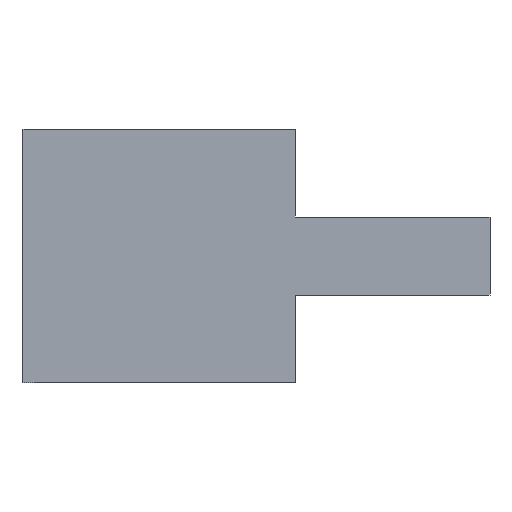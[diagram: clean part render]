
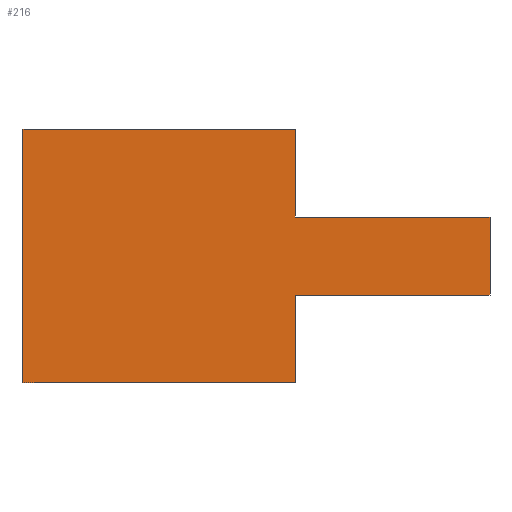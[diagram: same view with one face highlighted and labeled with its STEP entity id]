
A CAD part, front view. The second image highlights one B-rep face of the part: STEP entity #216.
In plain terms, the highlighted planar face has unit normal (0, -1, 0).
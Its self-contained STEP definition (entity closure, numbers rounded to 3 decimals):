
#22=FACE_OUTER_BOUND('',#34,.T.);
#34=EDGE_LOOP('',(#171,#172,#173,#174,#175,#176,#177,#178));
#43=LINE('',#314,#71);
#47=LINE('',#321,#75);
#50=LINE('',#327,#78);
#55=LINE('',#336,#83);
#56=LINE('',#339,#84);
#59=LINE('',#345,#87);
#60=LINE('',#347,#88);
#61=LINE('',#348,#89);
#71=VECTOR('',#257,10.);
#75=VECTOR('',#263,10.);
#78=VECTOR('',#268,10.);
#83=VECTOR('',#277,10.);
#84=VECTOR('',#280,10.);
#87=VECTOR('',#285,10.);
#88=VECTOR('',#286,10.);
#89=VECTOR('',#287,10.);
#99=VERTEX_POINT('',#312);
#100=VERTEX_POINT('',#313);
#102=VERTEX_POINT('',#320);
#104=VERTEX_POINT('',#326);
#106=VERTEX_POINT('',#334);
#107=VERTEX_POINT('',#338);
#109=VERTEX_POINT('',#344);
#110=VERTEX_POINT('',#346);
#117=EDGE_CURVE('',#99,#100,#43,.T.);
#121=EDGE_CURVE('',#102,#99,#47,.T.);
#124=EDGE_CURVE('',#104,#102,#50,.T.);
#129=EDGE_CURVE('',#106,#104,#55,.T.);
#130=EDGE_CURVE('',#100,#107,#56,.T.);
#133=EDGE_CURVE('',#109,#106,#59,.T.);
#134=EDGE_CURVE('',#110,#109,#60,.T.);
#135=EDGE_CURVE('',#107,#110,#61,.T.);
#171=ORIENTED_EDGE('',*,*,#129,.F.);
#172=ORIENTED_EDGE('',*,*,#133,.F.);
#173=ORIENTED_EDGE('',*,*,#134,.F.);
#174=ORIENTED_EDGE('',*,*,#135,.F.);
#175=ORIENTED_EDGE('',*,*,#130,.F.);
#176=ORIENTED_EDGE('',*,*,#117,.F.);
#177=ORIENTED_EDGE('',*,*,#121,.F.);
#178=ORIENTED_EDGE('',*,*,#124,.F.);
#204=PLANE('',#242);
#216=ADVANCED_FACE('',(#22),#204,.F.);
#242=AXIS2_PLACEMENT_3D('',#343,#283,#284);
#257=DIRECTION('',(-1.,0.,0.));
#263=DIRECTION('',(0.,0.,-1.));
#268=DIRECTION('',(1.,0.,0.));
#277=DIRECTION('',(0.,0.,-1.));
#280=DIRECTION('',(0.,0.,-1.));
#283=DIRECTION('center_axis',(0.,1.,0.));
#284=DIRECTION('ref_axis',(1.,0.,0.));
#285=DIRECTION('',(1.,0.,0.));
#286=DIRECTION('',(0.,0.,1.));
#287=DIRECTION('',(-1.,0.,0.));
#312=CARTESIAN_POINT('',(10.,0.,4.5));
#313=CARTESIAN_POINT('',(0.,0.,4.5));
#314=CARTESIAN_POINT('',(10.,0.,4.5));
#320=CARTESIAN_POINT('',(10.,0.,8.5));
#321=CARTESIAN_POINT('',(10.,0.,8.5));
#326=CARTESIAN_POINT('',(0.,0.,8.5));
#327=CARTESIAN_POINT('',(0.,0.,8.5));
#334=CARTESIAN_POINT('',(0.,0.,13.));
#336=CARTESIAN_POINT('',(0.,0.,5.5));
#338=CARTESIAN_POINT('',(0.,0.,0.));
#339=CARTESIAN_POINT('',(0.,0.,5.5));
#343=CARTESIAN_POINT('Origin',(-7.,0.,6.5));
#344=CARTESIAN_POINT('',(-14.,0.,13.));
#345=CARTESIAN_POINT('',(-14.,0.,13.));
#346=CARTESIAN_POINT('',(-14.,0.,0.));
#347=CARTESIAN_POINT('',(-14.,0.,0.));
#348=CARTESIAN_POINT('',(0.,0.,0.));
